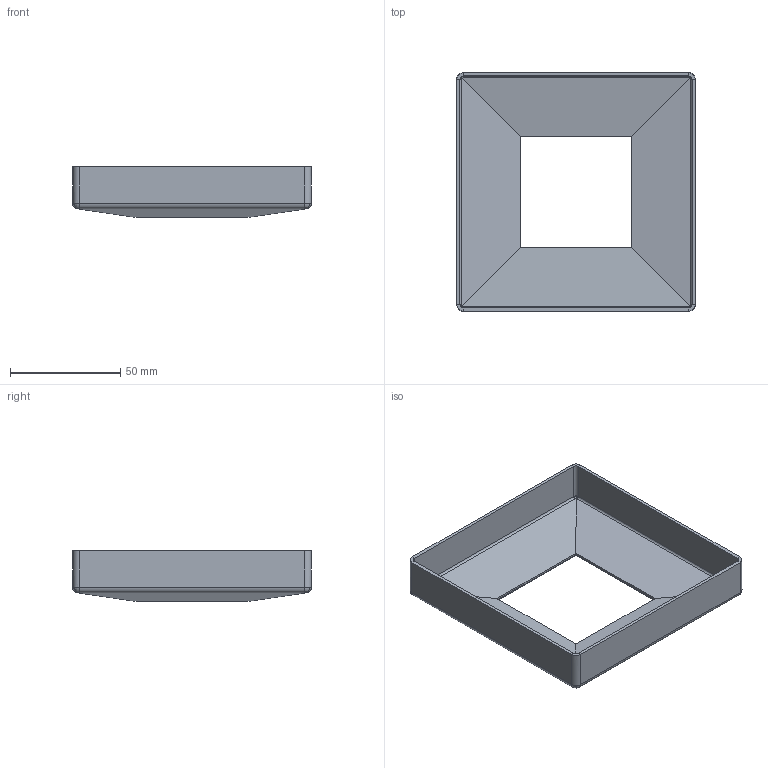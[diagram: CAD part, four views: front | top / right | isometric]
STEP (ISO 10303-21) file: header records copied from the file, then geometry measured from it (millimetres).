
FILE_DESCRIPTION (( 'STEP AP203' ), '1' );
FILE_NAME ('0100000000027038_3_A-4511-051.STEP', '2022-07-06T10:16:23', ( '' ), ( '' ), 'SwSTEP 2.0', 'SolidWorks 2019', '' );
FILE_SCHEMA (( 'CONFIG_CONTROL_DESIGN' ));
Length unit declared in the file: millimetre
Products named in the file (1): 0100000000027038_3_A-4511-051
Bounding box: 108 x 108 x 22.98 mm (x, y, z)
Volume: 24471.2 mm3; surface area: 33560.1 mm2
Topology: 1 solids, 1 shells, 72 faces, 168 edges, 96 vertices
Faces by surface type: bspline 24, plane 24, cylinder 24
Entity records: 2617 total; most frequent: CARTESIAN_POINT 1181, ORIENTED_EDGE 336, DIRECTION 214, EDGE_CURVE 168, VERTEX_POINT 96, AXIS2_PLACEMENT_3D 73, FACE_OUTER_BOUND 72, EDGE_LOOP 72
